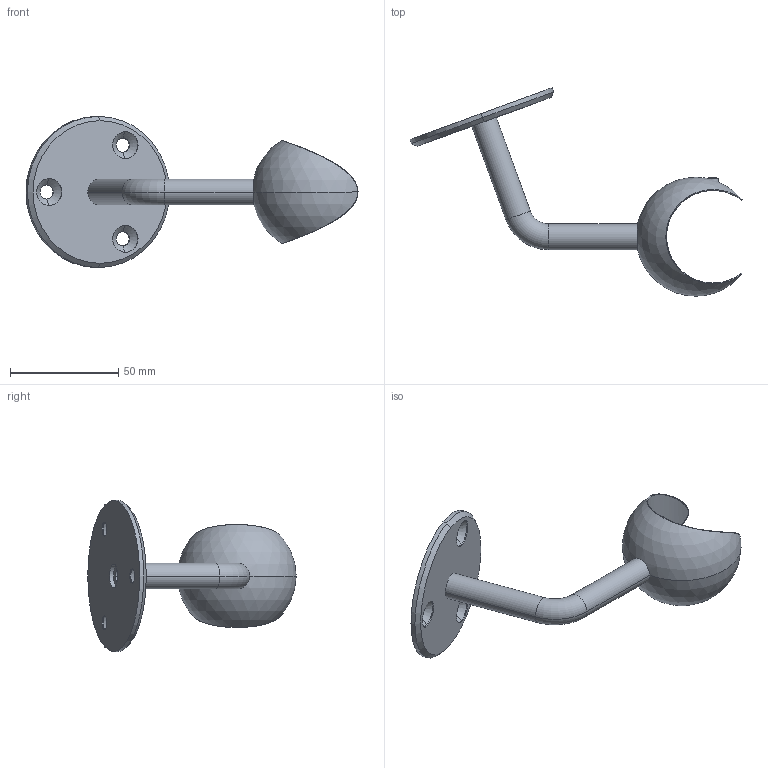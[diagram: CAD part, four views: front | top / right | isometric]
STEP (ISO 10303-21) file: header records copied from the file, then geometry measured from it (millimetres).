
FILE_DESCRIPTION (( 'STEP AP203' ), '1' );
FILE_NAME ('A14_4114-042.STEP', '2023-07-12T06:56:49', ( '' ), ( '' ), 'SwSTEP 2.0', 'SolidWorks 2019', '' );
FILE_SCHEMA (( 'CONFIG_CONTROL_DESIGN' ));
Length unit declared in the file: millimetre
Products named in the file (5): A14_4114-042; A14_4114-042.P3; DIN 914_SKRUTKA M 5X 5; A14_4114-042.P1; A14-4114-042.P2
Assembly tree (4 placements, depth 2):
  A14_4114-042
    A14_4114-042.P1
    A14-4114-042.P2
    A14_4114-042.P3
    DIN 914_SKRUTKA M 5X 5
Bounding box: 153.65 x 96.42 x 70 mm (x, y, z)
Volume: 47622.1 mm3; surface area: 25307.5 mm2
Topology: 5 solids, 5 shells, 94 faces, 211 edges, 128 vertices
Faces by surface type: cylinder 43, plane 23, cone 20, torus 4, bspline 2, sphere 2
Entity records: 4362 total; most frequent: CARTESIAN_POINT 1675, DIRECTION 494, ORIENTED_EDGE 422, EDGE_CURVE 211, AXIS2_PLACEMENT_3D 198, VERTEX_POINT 128, EDGE_LOOP 111, CIRCLE 99
